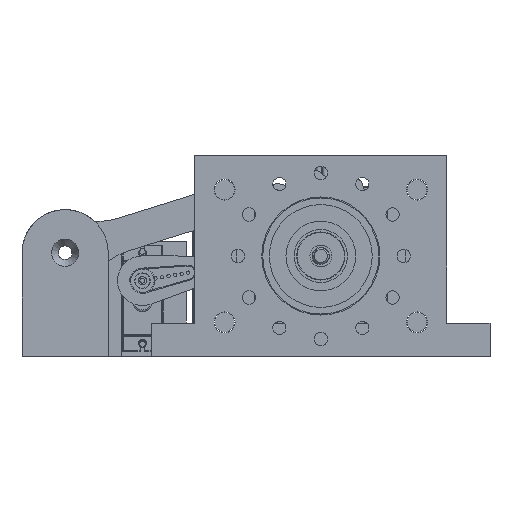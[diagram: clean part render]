
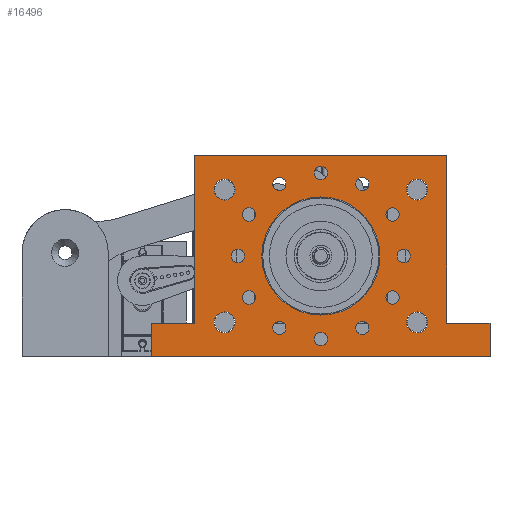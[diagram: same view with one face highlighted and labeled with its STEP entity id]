
A CAD part, front view. The second image highlights one B-rep face of the part: STEP entity #16496.
In plain terms, the highlighted planar face has unit normal (0, -1, 0).
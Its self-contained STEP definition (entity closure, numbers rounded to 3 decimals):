
#909=FACE_BOUND('',#3388,.T.);
#910=FACE_BOUND('',#3389,.T.);
#911=FACE_BOUND('',#3390,.T.);
#912=FACE_BOUND('',#3391,.T.);
#913=FACE_BOUND('',#3392,.T.);
#914=FACE_BOUND('',#3393,.T.);
#915=FACE_BOUND('',#3394,.T.);
#916=FACE_BOUND('',#3395,.T.);
#917=FACE_BOUND('',#3396,.T.);
#918=FACE_BOUND('',#3397,.T.);
#919=FACE_BOUND('',#3398,.T.);
#920=FACE_BOUND('',#3399,.T.);
#921=FACE_BOUND('',#3400,.T.);
#922=FACE_BOUND('',#3401,.T.);
#923=FACE_BOUND('',#3402,.T.);
#924=FACE_BOUND('',#3403,.T.);
#925=FACE_BOUND('',#3404,.T.);
#1296=PLANE('',#18762);
#2219=FACE_OUTER_BOUND('',#3387,.T.);
#3387=EDGE_LOOP('',(#15161,#15162,#15163,#15164,#15165,#15166,#15167,#15168));
#3388=EDGE_LOOP('',(#15169));
#3389=EDGE_LOOP('',(#15170));
#3390=EDGE_LOOP('',(#15171));
#3391=EDGE_LOOP('',(#15172));
#3392=EDGE_LOOP('',(#15173));
#3393=EDGE_LOOP('',(#15174));
#3394=EDGE_LOOP('',(#15175));
#3395=EDGE_LOOP('',(#15176));
#3396=EDGE_LOOP('',(#15177));
#3397=EDGE_LOOP('',(#15178));
#3398=EDGE_LOOP('',(#15179));
#3399=EDGE_LOOP('',(#15180));
#3400=EDGE_LOOP('',(#15181));
#3401=EDGE_LOOP('',(#15182));
#3402=EDGE_LOOP('',(#15183));
#3403=EDGE_LOOP('',(#15184));
#3404=EDGE_LOOP('',(#15185));
#4507=LINE('',#39121,#5633);
#4513=LINE('',#39142,#5639);
#4521=LINE('',#39167,#5647);
#4525=LINE('',#39176,#5651);
#4527=LINE('',#39188,#5653);
#4529=LINE('',#39194,#5655);
#4530=LINE('',#39195,#5656);
#4531=LINE('',#39196,#5657);
#5633=VECTOR('',#23904,10.);
#5639=VECTOR('',#23924,10.);
#5647=VECTOR('',#23946,10.);
#5651=VECTOR('',#23954,10.);
#5653=VECTOR('',#23968,10.);
#5655=VECTOR('',#23974,10.);
#5656=VECTOR('',#23975,10.);
#5657=VECTOR('',#23976,10.);
#6691=CIRCLE('',#18700,2.);
#6693=CIRCLE('',#18703,2.);
#6695=CIRCLE('',#18706,2.);
#6697=CIRCLE('',#18709,2.);
#6699=CIRCLE('',#18712,2.);
#6701=CIRCLE('',#18715,2.);
#6703=CIRCLE('',#18718,2.);
#6705=CIRCLE('',#18721,2.);
#6707=CIRCLE('',#18724,2.);
#6709=CIRCLE('',#18727,2.);
#6711=CIRCLE('',#18730,2.);
#6713=CIRCLE('',#18733,2.);
#6715=CIRCLE('',#18736,17.8);
#6731=CIRCLE('',#18763,3.15);
#6732=CIRCLE('',#18764,3.15);
#6733=CIRCLE('',#18765,3.15);
#6734=CIRCLE('',#18766,3.15);
#8167=VERTEX_POINT('',#39039);
#8169=VERTEX_POINT('',#39045);
#8171=VERTEX_POINT('',#39051);
#8173=VERTEX_POINT('',#39057);
#8175=VERTEX_POINT('',#39063);
#8177=VERTEX_POINT('',#39069);
#8179=VERTEX_POINT('',#39075);
#8181=VERTEX_POINT('',#39081);
#8183=VERTEX_POINT('',#39087);
#8185=VERTEX_POINT('',#39093);
#8187=VERTEX_POINT('',#39099);
#8189=VERTEX_POINT('',#39105);
#8191=VERTEX_POINT('',#39111);
#8193=VERTEX_POINT('',#39117);
#8195=VERTEX_POINT('',#39120);
#8202=VERTEX_POINT('',#39138);
#8213=VERTEX_POINT('',#39166);
#8215=VERTEX_POINT('',#39172);
#8216=VERTEX_POINT('',#39174);
#8221=VERTEX_POINT('',#39192);
#8222=VERTEX_POINT('',#39193);
#8223=VERTEX_POINT('',#39197);
#8224=VERTEX_POINT('',#39199);
#8225=VERTEX_POINT('',#39201);
#8226=VERTEX_POINT('',#39203);
#10467=EDGE_CURVE('',#8167,#8167,#6691,.T.);
#10470=EDGE_CURVE('',#8169,#8169,#6693,.T.);
#10473=EDGE_CURVE('',#8171,#8171,#6695,.T.);
#10476=EDGE_CURVE('',#8173,#8173,#6697,.T.);
#10479=EDGE_CURVE('',#8175,#8175,#6699,.T.);
#10482=EDGE_CURVE('',#8177,#8177,#6701,.T.);
#10485=EDGE_CURVE('',#8179,#8179,#6703,.T.);
#10488=EDGE_CURVE('',#8181,#8181,#6705,.T.);
#10491=EDGE_CURVE('',#8183,#8183,#6707,.T.);
#10494=EDGE_CURVE('',#8185,#8185,#6709,.T.);
#10497=EDGE_CURVE('',#8187,#8187,#6711,.T.);
#10500=EDGE_CURVE('',#8189,#8189,#6713,.T.);
#10503=EDGE_CURVE('',#8191,#8191,#6715,.T.);
#10507=EDGE_CURVE('',#8193,#8195,#4507,.T.);
#10518=EDGE_CURVE('',#8202,#8195,#4513,.T.);
#10530=EDGE_CURVE('',#8202,#8213,#4521,.T.);
#10535=EDGE_CURVE('',#8216,#8215,#4525,.T.);
#10541=EDGE_CURVE('',#8213,#8216,#4527,.T.);
#10543=EDGE_CURVE('',#8221,#8222,#4529,.T.);
#10544=EDGE_CURVE('',#8215,#8222,#4530,.T.);
#10545=EDGE_CURVE('',#8221,#8193,#4531,.T.);
#10546=EDGE_CURVE('',#8223,#8223,#6731,.T.);
#10547=EDGE_CURVE('',#8224,#8224,#6732,.T.);
#10548=EDGE_CURVE('',#8225,#8225,#6733,.T.);
#10549=EDGE_CURVE('',#8226,#8226,#6734,.T.);
#15161=ORIENTED_EDGE('',*,*,#10543,.T.);
#15162=ORIENTED_EDGE('',*,*,#10544,.F.);
#15163=ORIENTED_EDGE('',*,*,#10535,.F.);
#15164=ORIENTED_EDGE('',*,*,#10541,.F.);
#15165=ORIENTED_EDGE('',*,*,#10530,.F.);
#15166=ORIENTED_EDGE('',*,*,#10518,.T.);
#15167=ORIENTED_EDGE('',*,*,#10507,.F.);
#15168=ORIENTED_EDGE('',*,*,#10545,.F.);
#15169=ORIENTED_EDGE('',*,*,#10467,.T.);
#15170=ORIENTED_EDGE('',*,*,#10470,.T.);
#15171=ORIENTED_EDGE('',*,*,#10473,.T.);
#15172=ORIENTED_EDGE('',*,*,#10476,.T.);
#15173=ORIENTED_EDGE('',*,*,#10479,.T.);
#15174=ORIENTED_EDGE('',*,*,#10482,.T.);
#15175=ORIENTED_EDGE('',*,*,#10485,.T.);
#15176=ORIENTED_EDGE('',*,*,#10488,.T.);
#15177=ORIENTED_EDGE('',*,*,#10491,.T.);
#15178=ORIENTED_EDGE('',*,*,#10494,.T.);
#15179=ORIENTED_EDGE('',*,*,#10497,.T.);
#15180=ORIENTED_EDGE('',*,*,#10500,.T.);
#15181=ORIENTED_EDGE('',*,*,#10503,.T.);
#15182=ORIENTED_EDGE('',*,*,#10546,.F.);
#15183=ORIENTED_EDGE('',*,*,#10547,.F.);
#15184=ORIENTED_EDGE('',*,*,#10548,.T.);
#15185=ORIENTED_EDGE('',*,*,#10549,.T.);
#16496=ADVANCED_FACE('',(#2219,#909,#910,#911,#912,#913,#914,#915,#916,
#917,#918,#919,#920,#921,#922,#923,#924,#925),#1296,.F.);
#18700=AXIS2_PLACEMENT_3D('',#39040,#23812,#23813);
#18703=AXIS2_PLACEMENT_3D('',#39046,#23819,#23820);
#18706=AXIS2_PLACEMENT_3D('',#39052,#23826,#23827);
#18709=AXIS2_PLACEMENT_3D('',#39058,#23833,#23834);
#18712=AXIS2_PLACEMENT_3D('',#39064,#23840,#23841);
#18715=AXIS2_PLACEMENT_3D('',#39070,#23847,#23848);
#18718=AXIS2_PLACEMENT_3D('',#39076,#23854,#23855);
#18721=AXIS2_PLACEMENT_3D('',#39082,#23861,#23862);
#18724=AXIS2_PLACEMENT_3D('',#39088,#23868,#23869);
#18727=AXIS2_PLACEMENT_3D('',#39094,#23875,#23876);
#18730=AXIS2_PLACEMENT_3D('',#39100,#23882,#23883);
#18733=AXIS2_PLACEMENT_3D('',#39106,#23889,#23890);
#18736=AXIS2_PLACEMENT_3D('',#39112,#23896,#23897);
#18762=AXIS2_PLACEMENT_3D('',#39191,#23972,#23973);
#18763=AXIS2_PLACEMENT_3D('',#39198,#23977,#23978);
#18764=AXIS2_PLACEMENT_3D('',#39200,#23979,#23980);
#18765=AXIS2_PLACEMENT_3D('',#39202,#23981,#23982);
#18766=AXIS2_PLACEMENT_3D('',#39204,#23983,#23984);
#23812=DIRECTION('center_axis',(0.,1.,0.));
#23813=DIRECTION('ref_axis',(-1.,0.,0.));
#23819=DIRECTION('center_axis',(0.,1.,0.));
#23820=DIRECTION('ref_axis',(-1.,0.,0.));
#23826=DIRECTION('center_axis',(0.,1.,0.));
#23827=DIRECTION('ref_axis',(-1.,0.,0.));
#23833=DIRECTION('center_axis',(0.,1.,0.));
#23834=DIRECTION('ref_axis',(-1.,0.,0.));
#23840=DIRECTION('center_axis',(0.,1.,0.));
#23841=DIRECTION('ref_axis',(-1.,0.,0.));
#23847=DIRECTION('center_axis',(0.,1.,0.));
#23848=DIRECTION('ref_axis',(-1.,0.,0.));
#23854=DIRECTION('center_axis',(0.,1.,0.));
#23855=DIRECTION('ref_axis',(-1.,0.,0.));
#23861=DIRECTION('center_axis',(0.,1.,0.));
#23862=DIRECTION('ref_axis',(-1.,0.,0.));
#23868=DIRECTION('center_axis',(0.,1.,0.));
#23869=DIRECTION('ref_axis',(-1.,0.,0.));
#23875=DIRECTION('center_axis',(0.,1.,0.));
#23876=DIRECTION('ref_axis',(-1.,0.,0.));
#23882=DIRECTION('center_axis',(0.,1.,0.));
#23883=DIRECTION('ref_axis',(-1.,0.,0.));
#23889=DIRECTION('center_axis',(0.,1.,0.));
#23890=DIRECTION('ref_axis',(-1.,0.,0.));
#23896=DIRECTION('center_axis',(0.,1.,0.));
#23897=DIRECTION('ref_axis',(-1.,0.,0.));
#23904=DIRECTION('',(-1.,0.,0.));
#23924=DIRECTION('',(0.,0.,-1.));
#23946=DIRECTION('',(1.,0.,0.));
#23954=DIRECTION('',(-1.,0.,0.));
#23968=DIRECTION('',(0.,0.,-1.));
#23972=DIRECTION('center_axis',(0.,1.,0.));
#23973=DIRECTION('ref_axis',(1.,0.,0.));
#23974=DIRECTION('',(1.,0.,0.));
#23975=DIRECTION('',(0.,0.,-1.));
#23976=DIRECTION('',(0.,0.,1.));
#23977=DIRECTION('center_axis',(0.,-1.,0.));
#23978=DIRECTION('ref_axis',(1.,0.,0.));
#23979=DIRECTION('center_axis',(0.,-1.,0.));
#23980=DIRECTION('ref_axis',(1.,0.,0.));
#23981=DIRECTION('center_axis',(0.,1.,0.));
#23982=DIRECTION('ref_axis',(-1.,0.,0.));
#23983=DIRECTION('center_axis',(0.,1.,0.));
#23984=DIRECTION('ref_axis',(-1.,0.,0.));
#39039=CARTESIAN_POINT('',(-11.5,0.,31.401));
#39040=CARTESIAN_POINT('Origin',(-13.5,0.,31.401));
#39045=CARTESIAN_POINT('',(22.651,0.,-2.75));
#39046=CARTESIAN_POINT('Origin',(20.651,0.,-2.75));
#39051=CARTESIAN_POINT('',(1.,0.,34.75));
#39052=CARTESIAN_POINT('Origin',(-1.,0.,34.75));
#39057=CARTESIAN_POINT('',(-20.651,0.,22.25));
#39058=CARTESIAN_POINT('Origin',(-22.651,0.,22.25));
#39063=CARTESIAN_POINT('',(13.5,0.,-11.901));
#39064=CARTESIAN_POINT('Origin',(11.5,0.,-11.901));
#39069=CARTESIAN_POINT('',(13.5,0.,31.401));
#39070=CARTESIAN_POINT('Origin',(11.5,0.,31.401));
#39075=CARTESIAN_POINT('',(-24.,0.,9.75));
#39076=CARTESIAN_POINT('Origin',(-26.,0.,9.75));
#39081=CARTESIAN_POINT('',(1.,0.,-15.25));
#39082=CARTESIAN_POINT('Origin',(-1.,0.,-15.25));
#39087=CARTESIAN_POINT('',(22.651,0.,22.25));
#39088=CARTESIAN_POINT('Origin',(20.651,0.,22.25));
#39093=CARTESIAN_POINT('',(-20.651,0.,-2.75));
#39094=CARTESIAN_POINT('Origin',(-22.651,0.,-2.75));
#39099=CARTESIAN_POINT('',(-11.5,0.,-11.901));
#39100=CARTESIAN_POINT('Origin',(-13.5,0.,-11.901));
#39105=CARTESIAN_POINT('',(26.,0.,9.75));
#39106=CARTESIAN_POINT('Origin',(24.,0.,9.75));
#39111=CARTESIAN_POINT('',(16.8,0.,9.75));
#39112=CARTESIAN_POINT('Origin',(-1.,0.,9.75));
#39117=CARTESIAN_POINT('',(-39.,0.,30.));
#39120=CARTESIAN_POINT('',(-52.,0.,30.));
#39121=CARTESIAN_POINT('',(-12.,0.,30.));
#39138=CARTESIAN_POINT('',(-52.,0.,40.));
#39142=CARTESIAN_POINT('',(-52.,0.,40.));
#39166=CARTESIAN_POINT('',(50.,0.,40.));
#39167=CARTESIAN_POINT('',(-8.,0.,40.));
#39172=CARTESIAN_POINT('',(37.,0.,30.));
#39174=CARTESIAN_POINT('',(50.,0.,30.));
#39176=CARTESIAN_POINT('',(50.,0.,30.));
#39188=CARTESIAN_POINT('',(50.,0.,40.));
#39191=CARTESIAN_POINT('Origin',(8.,0.,9.75));
#39192=CARTESIAN_POINT('',(-39.,0.,-20.5));
#39193=CARTESIAN_POINT('',(37.,0.,-20.5));
#39194=CARTESIAN_POINT('',(-21.,0.,-20.5));
#39195=CARTESIAN_POINT('',(37.,0.,9.75));
#39196=CARTESIAN_POINT('',(-39.,0.,9.75));
#39197=CARTESIAN_POINT('',(24.85,0.,-10.25));
#39198=CARTESIAN_POINT('Origin',(28.,0.,-10.25));
#39199=CARTESIAN_POINT('',(24.85,0.,29.75));
#39200=CARTESIAN_POINT('Origin',(28.,0.,29.75));
#39201=CARTESIAN_POINT('',(-26.85,0.,-10.25));
#39202=CARTESIAN_POINT('Origin',(-30.,0.,
-10.25));
#39203=CARTESIAN_POINT('',(-26.85,0.,29.75));
#39204=CARTESIAN_POINT('Origin',(-30.,0.,
29.75));
